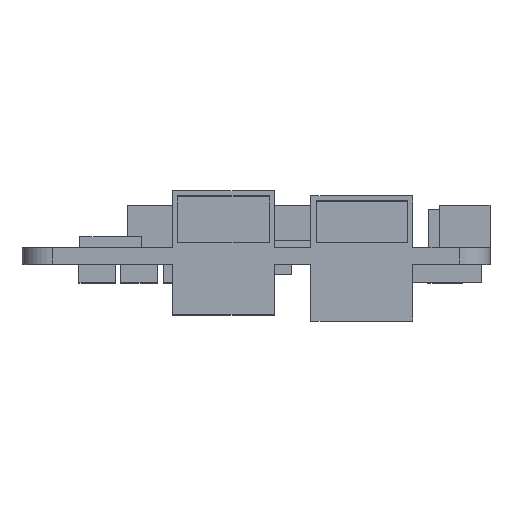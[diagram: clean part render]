
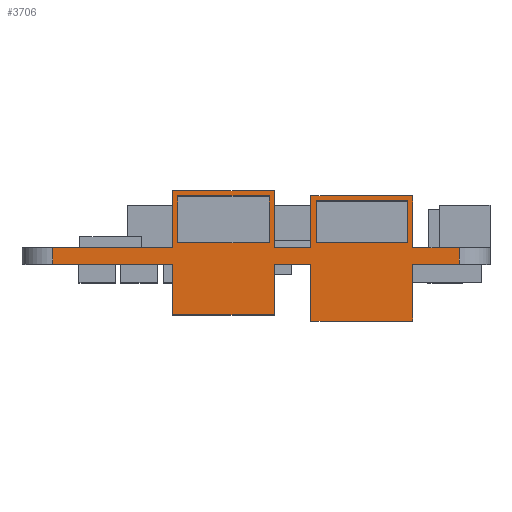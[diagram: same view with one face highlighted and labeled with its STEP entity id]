
A CAD part, top view. The second image highlights one B-rep face of the part: STEP entity #3706.
In plain terms, the highlighted planar face has unit normal (0, 0, 1).
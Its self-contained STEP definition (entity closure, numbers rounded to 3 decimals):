
#115=FACE_BOUND('',#686,.T.);
#116=FACE_BOUND('',#687,.T.);
#442=FACE_OUTER_BOUND('',#685,.T.);
#685=EDGE_LOOP('',(#3253,#3254,#3255,#3256,#3257,#3258,#3259,#3260,#3261,
#3262,#3263,#3264,#3265,#3266,#3267,#3268,#3269,#3270,#3271,#3272));
#686=EDGE_LOOP('',(#3273,#3274,#3275,#3276));
#687=EDGE_LOOP('',(#3277,#3278,#3279,#3280));
#747=LINE('',#4991,#1153);
#749=LINE('',#4996,#1155);
#751=LINE('',#4999,#1157);
#758=LINE('',#5014,#1164);
#760=LINE('',#5019,#1166);
#762=LINE('',#5022,#1168);
#864=LINE('',#5239,#1270);
#868=LINE('',#5247,#1274);
#872=LINE('',#5255,#1278);
#957=LINE('',#5464,#1363);
#960=LINE('',#5470,#1366);
#963=LINE('',#5476,#1369);
#966=LINE('',#5480,#1372);
#967=LINE('',#5484,#1373);
#973=LINE('',#5495,#1379);
#974=LINE('',#5497,#1380);
#977=LINE('',#5505,#1383);
#980=LINE('',#5511,#1386);
#983=LINE('',#5517,#1389);
#986=LINE('',#5521,#1392);
#987=LINE('',#5525,#1393);
#993=LINE('',#5536,#1399);
#994=LINE('',#5538,#1400);
#1139=LINE('',#5978,#1545);
#1140=LINE('',#5980,#1546);
#1141=LINE('',#5982,#1547);
#1142=LINE('',#5983,#1548);
#1143=LINE('',#5984,#1549);
#1153=VECTOR('',#4018,10.);
#1155=VECTOR('',#4022,10.);
#1157=VECTOR('',#4026,10.);
#1164=VECTOR('',#4037,10.);
#1166=VECTOR('',#4041,10.);
#1168=VECTOR('',#4045,10.);
#1270=VECTOR('',#4231,10.);
#1274=VECTOR('',#4235,10.);
#1278=VECTOR('',#4239,10.);
#1363=VECTOR('',#4388,10.);
#1366=VECTOR('',#4393,10.);
#1369=VECTOR('',#4398,10.);
#1372=VECTOR('',#4403,10.);
#1373=VECTOR('',#4408,10.);
#1379=VECTOR('',#4418,10.);
#1380=VECTOR('',#4421,10.);
#1383=VECTOR('',#4426,10.);
#1386=VECTOR('',#4431,10.);
#1389=VECTOR('',#4436,10.);
#1392=VECTOR('',#4441,10.);
#1393=VECTOR('',#4446,10.);
#1399=VECTOR('',#4456,10.);
#1400=VECTOR('',#4459,10.);
#1545=VECTOR('',#4954,10.);
#1546=VECTOR('',#4957,10.);
#1547=VECTOR('',#4958,10.);
#1548=VECTOR('',#4959,10.);
#1549=VECTOR('',#4960,10.);
#1557=VERTEX_POINT('',#4987);
#1558=VERTEX_POINT('',#4989);
#1559=VERTEX_POINT('',#4993);
#1560=VERTEX_POINT('',#4995);
#1565=VERTEX_POINT('',#5010);
#1566=VERTEX_POINT('',#5012);
#1567=VERTEX_POINT('',#5016);
#1568=VERTEX_POINT('',#5018);
#1640=VERTEX_POINT('',#5236);
#1641=VERTEX_POINT('',#5238);
#1644=VERTEX_POINT('',#5244);
#1645=VERTEX_POINT('',#5246);
#1648=VERTEX_POINT('',#5252);
#1649=VERTEX_POINT('',#5254);
#1740=VERTEX_POINT('',#5461);
#1741=VERTEX_POINT('',#5463);
#1743=VERTEX_POINT('',#5469);
#1745=VERTEX_POINT('',#5475);
#1746=VERTEX_POINT('',#5483);
#1749=VERTEX_POINT('',#5493);
#1752=VERTEX_POINT('',#5502);
#1753=VERTEX_POINT('',#5504);
#1755=VERTEX_POINT('',#5510);
#1757=VERTEX_POINT('',#5516);
#1758=VERTEX_POINT('',#5524);
#1761=VERTEX_POINT('',#5534);
#1881=VERTEX_POINT('',#5976);
#1882=VERTEX_POINT('',#5981);
#1891=EDGE_CURVE('',#1557,#1558,#747,.T.);
#1893=EDGE_CURVE('',#1559,#1560,#749,.T.);
#1895=EDGE_CURVE('',#1560,#1558,#751,.T.);
#1902=EDGE_CURVE('',#1565,#1566,#758,.T.);
#1904=EDGE_CURVE('',#1567,#1568,#760,.T.);
#1906=EDGE_CURVE('',#1568,#1566,#762,.T.);
#2010=EDGE_CURVE('',#1640,#1641,#864,.T.);
#2014=EDGE_CURVE('',#1644,#1645,#868,.T.);
#2018=EDGE_CURVE('',#1648,#1649,#872,.T.);
#2122=EDGE_CURVE('',#1741,#1740,#957,.T.);
#2125=EDGE_CURVE('',#1743,#1741,#960,.T.);
#2128=EDGE_CURVE('',#1745,#1743,#963,.T.);
#2131=EDGE_CURVE('',#1740,#1745,#966,.T.);
#2132=EDGE_CURVE('',#1645,#1746,#967,.T.);
#2138=EDGE_CURVE('',#1648,#1749,#973,.T.);
#2139=EDGE_CURVE('',#1746,#1749,#974,.T.);
#2142=EDGE_CURVE('',#1753,#1752,#977,.T.);
#2145=EDGE_CURVE('',#1755,#1753,#980,.T.);
#2148=EDGE_CURVE('',#1757,#1755,#983,.T.);
#2151=EDGE_CURVE('',#1752,#1757,#986,.T.);
#2152=EDGE_CURVE('',#1641,#1758,#987,.T.);
#2158=EDGE_CURVE('',#1644,#1761,#993,.T.);
#2159=EDGE_CURVE('',#1758,#1761,#994,.T.);
#2373=EDGE_CURVE('',#1881,#1649,#1139,.T.);
#2374=EDGE_CURVE('',#1881,#1567,#1140,.T.);
#2375=EDGE_CURVE('',#1882,#1640,#1141,.T.);
#2376=EDGE_CURVE('',#1557,#1882,#1142,.T.);
#2377=EDGE_CURVE('',#1565,#1559,#1143,.T.);
#3253=ORIENTED_EDGE('',*,*,#2374,.F.);
#3254=ORIENTED_EDGE('',*,*,#2373,.T.);
#3255=ORIENTED_EDGE('',*,*,#2018,.F.);
#3256=ORIENTED_EDGE('',*,*,#2138,.T.);
#3257=ORIENTED_EDGE('',*,*,#2139,.F.);
#3258=ORIENTED_EDGE('',*,*,#2132,.F.);
#3259=ORIENTED_EDGE('',*,*,#2014,.F.);
#3260=ORIENTED_EDGE('',*,*,#2158,.T.);
#3261=ORIENTED_EDGE('',*,*,#2159,.F.);
#3262=ORIENTED_EDGE('',*,*,#2152,.F.);
#3263=ORIENTED_EDGE('',*,*,#2010,.F.);
#3264=ORIENTED_EDGE('',*,*,#2375,.F.);
#3265=ORIENTED_EDGE('',*,*,#2376,.F.);
#3266=ORIENTED_EDGE('',*,*,#1891,.T.);
#3267=ORIENTED_EDGE('',*,*,#1895,.F.);
#3268=ORIENTED_EDGE('',*,*,#1893,.F.);
#3269=ORIENTED_EDGE('',*,*,#2377,.F.);
#3270=ORIENTED_EDGE('',*,*,#1902,.T.);
#3271=ORIENTED_EDGE('',*,*,#1906,.F.);
#3272=ORIENTED_EDGE('',*,*,#1904,.F.);
#3273=ORIENTED_EDGE('',*,*,#2122,.T.);
#3274=ORIENTED_EDGE('',*,*,#2131,.T.);
#3275=ORIENTED_EDGE('',*,*,#2128,.T.);
#3276=ORIENTED_EDGE('',*,*,#2125,.T.);
#3277=ORIENTED_EDGE('',*,*,#2142,.T.);
#3278=ORIENTED_EDGE('',*,*,#2151,.T.);
#3279=ORIENTED_EDGE('',*,*,#2148,.T.);
#3280=ORIENTED_EDGE('',*,*,#2145,.T.);
#3519=PLANE('',#3999);
#3706=ADVANCED_FACE('',(#442,#115,#116),#3519,.T.);
#3999=AXIS2_PLACEMENT_3D('',#5979,#4955,#4956);
#4018=DIRECTION('',(0.,-1.,0.));
#4022=DIRECTION('',(0.,-1.,0.));
#4026=DIRECTION('',(-1.,0.,0.));
#4037=DIRECTION('',(0.,-1.,0.));
#4041=DIRECTION('',(0.,-1.,0.));
#4045=DIRECTION('',(-1.,0.,0.));
#4231=DIRECTION('',(1.,0.,0.));
#4235=DIRECTION('',(1.,0.,0.));
#4239=DIRECTION('',(1.,0.,0.));
#4388=DIRECTION('',(0.,1.,0.));
#4393=DIRECTION('',(-1.,0.,0.));
#4398=DIRECTION('',(0.,-1.,0.));
#4403=DIRECTION('',(1.,0.,0.));
#4408=DIRECTION('',(0.,1.,0.));
#4418=DIRECTION('',(0.,1.,0.));
#4421=DIRECTION('',(1.,0.,0.));
#4426=DIRECTION('',(0.,1.,0.));
#4431=DIRECTION('',(-1.,0.,0.));
#4436=DIRECTION('',(0.,-1.,0.));
#4441=DIRECTION('',(1.,0.,0.));
#4446=DIRECTION('',(0.,1.,0.));
#4456=DIRECTION('',(0.,1.,0.));
#4459=DIRECTION('',(1.,0.,0.));
#4954=DIRECTION('',(0.,1.,0.));
#4955=DIRECTION('center_axis',(0.,0.,1.));
#4956=DIRECTION('ref_axis',(1.,0.,0.));
#4957=DIRECTION('',(-1.,0.,0.));
#4958=DIRECTION('',(0.,1.,0.));
#4959=DIRECTION('',(-1.,0.,0.));
#4960=DIRECTION('',(-1.,0.,0.));
#4987=CARTESIAN_POINT('',(-8.2,0.,23.));
#4989=CARTESIAN_POINT('',(-8.2,-5.,23.));
#4991=CARTESIAN_POINT('',(-8.2,0.,23.));
#4993=CARTESIAN_POINT('',(1.8,0.,23.));
#4995=CARTESIAN_POINT('',(1.8,-5.,23.));
#4996=CARTESIAN_POINT('',(1.8,0.,23.));
#4999=CARTESIAN_POINT('',(1.8,-5.,23.));
#5010=CARTESIAN_POINT('',(5.4,0.,23.));
#5012=CARTESIAN_POINT('',(5.4,-5.6,23.));
#5014=CARTESIAN_POINT('',(5.4,0.,23.));
#5016=CARTESIAN_POINT('',(15.4,0.,23.));
#5018=CARTESIAN_POINT('',(15.4,-5.6,23.));
#5019=CARTESIAN_POINT('',(15.4,0.,23.));
#5022=CARTESIAN_POINT('',(15.4,-5.6,23.));
#5236=CARTESIAN_POINT('',(-20.,1.6,23.));
#5238=CARTESIAN_POINT('',(-8.2,1.6,23.));
#5239=CARTESIAN_POINT('',(20.,1.6,23.));
#5244=CARTESIAN_POINT('',(1.8,1.6,23.));
#5246=CARTESIAN_POINT('',(5.4,1.6,23.));
#5247=CARTESIAN_POINT('',(20.,1.6,23.));
#5252=CARTESIAN_POINT('',(15.4,1.6,23.));
#5254=CARTESIAN_POINT('',(20.,1.6,23.));
#5255=CARTESIAN_POINT('',(20.,1.6,23.));
#5461=CARTESIAN_POINT('',(5.9,6.2,23.));
#5463=CARTESIAN_POINT('',(5.9,2.1,23.));
#5464=CARTESIAN_POINT('',(5.9,1.05,23.));
#5469=CARTESIAN_POINT('',(14.9,2.1,23.));
#5470=CARTESIAN_POINT('',(-2.55,2.1,23.));
#5475=CARTESIAN_POINT('',(14.9,6.2,23.));
#5476=CARTESIAN_POINT('',(14.9,3.1,23.));
#5480=CARTESIAN_POINT('',(-7.05,6.2,23.));
#5483=CARTESIAN_POINT('',(5.4,6.7,23.));
#5484=CARTESIAN_POINT('',(5.4,1.6,23.));
#5493=CARTESIAN_POINT('',(15.4,6.7,23.));
#5495=CARTESIAN_POINT('',(15.4,1.6,23.));
#5497=CARTESIAN_POINT('',(15.4,6.7,23.));
#5502=CARTESIAN_POINT('',(-7.7,6.7,23.));
#5504=CARTESIAN_POINT('',(-7.7,2.1,23.));
#5505=CARTESIAN_POINT('',(-7.7,1.05,23.));
#5510=CARTESIAN_POINT('',(1.3,2.1,23.));
#5511=CARTESIAN_POINT('',(-9.35,2.1,23.));
#5516=CARTESIAN_POINT('',(1.3,6.7,23.));
#5517=CARTESIAN_POINT('',(1.3,3.35,23.));
#5521=CARTESIAN_POINT('',(-13.85,6.7,23.));
#5524=CARTESIAN_POINT('',(-8.2,7.2,23.));
#5525=CARTESIAN_POINT('',(-8.2,1.6,23.));
#5534=CARTESIAN_POINT('',(1.8,7.2,23.));
#5536=CARTESIAN_POINT('',(1.8,1.6,23.));
#5538=CARTESIAN_POINT('',(1.8,7.2,23.));
#5976=CARTESIAN_POINT('',(20.,0.,23.));
#5978=CARTESIAN_POINT('',(20.,0.,23.));
#5979=CARTESIAN_POINT('Origin',(-20.,0.,23.));
#5980=CARTESIAN_POINT('',(20.,0.,23.));
#5981=CARTESIAN_POINT('',(-20.,0.,23.));
#5982=CARTESIAN_POINT('',(-20.,0.,23.));
#5983=CARTESIAN_POINT('',(20.,0.,23.));
#5984=CARTESIAN_POINT('',(20.,0.,23.));
